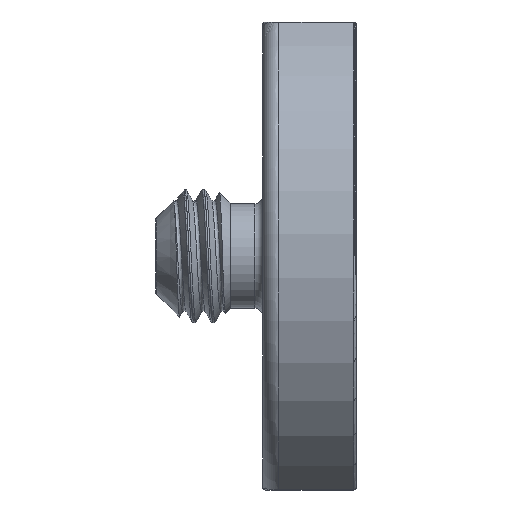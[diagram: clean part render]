
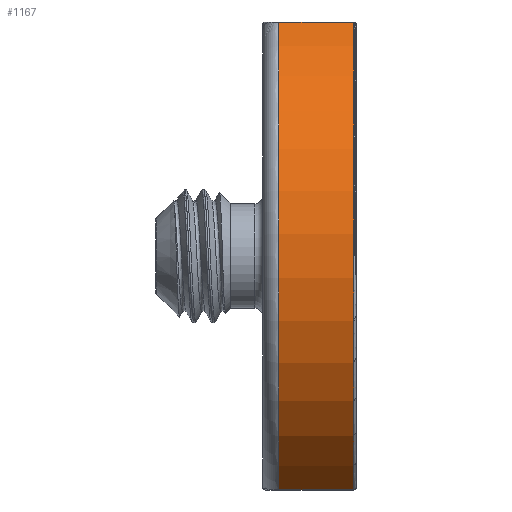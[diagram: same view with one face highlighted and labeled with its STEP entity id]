
A CAD part, left-side view. The second image highlights one B-rep face of the part: STEP entity #1167.
In plain terms, the highlighted cylindrical face has radius 12.636 mm (diameter 25.273 mm), a partial arc.
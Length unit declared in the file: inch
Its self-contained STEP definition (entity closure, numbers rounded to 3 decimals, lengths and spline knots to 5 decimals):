
#41=CYLINDRICAL_SURFACE('',#1249,0.4975);
#81=CIRCLE('',#1238,0.4975);
#87=CIRCLE('',#1250,0.4975);
#121=LINE('',#9172,#151);
#122=LINE('',#9176,#152);
#151=VECTOR('',#1410,0.3937);
#152=VECTOR('',#1415,0.3937);
#215=FACE_OUTER_BOUND('',#288,.T.);
#288=EDGE_LOOP('',(#948,#949,#950,#951));
#491=VERTEX_POINT('',#9134);
#492=VERTEX_POINT('',#9136);
#498=VERTEX_POINT('',#9171);
#499=VERTEX_POINT('',#9175);
#641=EDGE_CURVE('',#491,#492,#81,.T.);
#652=EDGE_CURVE('',#492,#498,#121,.T.);
#654=EDGE_CURVE('',#499,#491,#122,.T.);
#655=EDGE_CURVE('',#498,#499,#87,.T.);
#948=ORIENTED_EDGE('',*,*,#641,.F.);
#949=ORIENTED_EDGE('',*,*,#654,.F.);
#950=ORIENTED_EDGE('',*,*,#655,.F.);
#951=ORIENTED_EDGE('',*,*,#652,.F.);
#1167=ADVANCED_FACE('',(#215),#41,.T.);
#1238=AXIS2_PLACEMENT_3D('',#9137,#1386,#1387);
#1249=AXIS2_PLACEMENT_3D('',#9174,#1413,#1414);
#1250=AXIS2_PLACEMENT_3D('',#9177,#1416,#1417);
#1386=DIRECTION('center_axis',(0.,-1.,0.));
#1387=DIRECTION('ref_axis',(-1.,0.,0.));
#1410=DIRECTION('',(0.,1.,0.));
#1413=DIRECTION('center_axis',(0.,1.,0.));
#1414=DIRECTION('ref_axis',(-1.,0.,0.));
#1415=DIRECTION('',(0.,-1.,0.));
#1416=DIRECTION('center_axis',(0.,1.,0.));
#1417=DIRECTION('ref_axis',(-1.,0.,0.));
#9134=CARTESIAN_POINT('',(-0.23798,0.005,0.43689));
#9136=CARTESIAN_POINT('',(-0.23798,0.005,-0.43689));
#9137=CARTESIAN_POINT('Origin',(0.,0.005,0.));
#9171=CARTESIAN_POINT('',(-0.23798,0.145,-0.43689));
#9172=CARTESIAN_POINT('',(-0.23798,0.,-0.43689));
#9174=CARTESIAN_POINT('Origin',(0.,0.,0.));
#9175=CARTESIAN_POINT('',(-0.23798,0.145,0.43689));
#9176=CARTESIAN_POINT('',(-0.23798,0.,0.43689));
#9177=CARTESIAN_POINT('Origin',(0.,0.145,0.));
